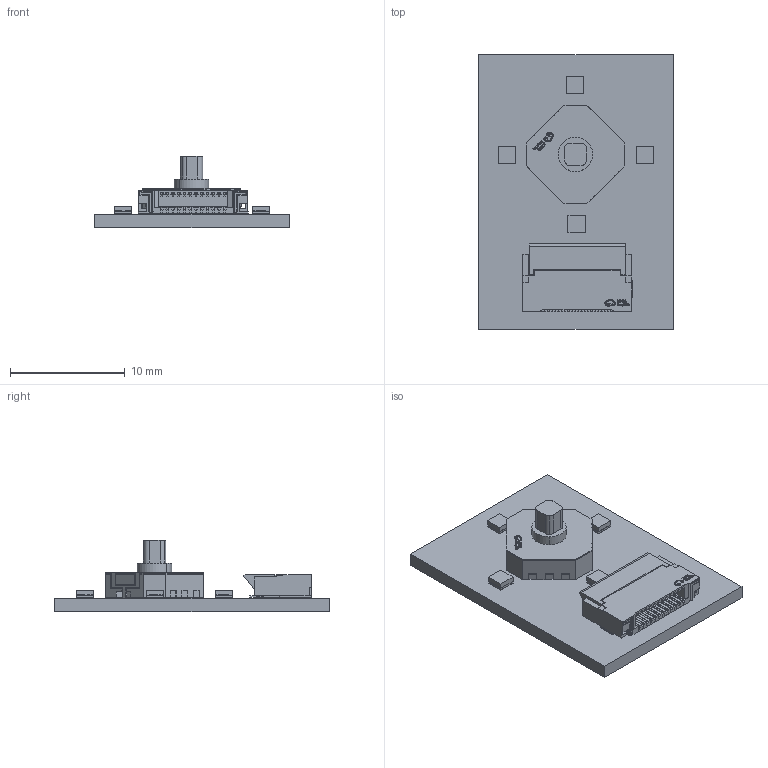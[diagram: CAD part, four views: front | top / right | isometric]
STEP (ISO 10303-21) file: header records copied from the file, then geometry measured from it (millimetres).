
FILE_DESCRIPTION(('KiCad electronic assembly'),'2;1');
FILE_NAME('paddle-dpad-pcb.step','2025-07-09T06:19:02',('Pcbnew'),( 'Kicad'),'Open CASCADE STEP processor 7.8','KiCad to STEP converter' ,'Unknown');
FILE_SCHEMA(('AUTOMOTIVE_DESIGN { 1 0 10303 214 1 1 1 1 }'));
Length unit declared in the file: millimetre
Products named in the file (8): paddle-dpad-pcb 1; SW-SMD_SKRHACE010; LED-SMD_4P-L1.5-W1.5-BL; FFC-SMD_FFC05036-12SBD113W5M; paddle-dpad-pcb_PCB
Assembly tree (10 placements, depth 3):
  paddle-dpad-pcb 1
    SW-SMD_SKRHACE010
      SW-SMD_SKRHACE010
    LED-SMD_4P-L1.5-W1.5-BL  x4
      LED-SMD_4P-L1.5-W1.5-BL
    FFC-SMD_FFC05036-12SBD113W5M
      FFC-SMD_FFC05036-12SBD113W5M
    paddle-dpad-pcb_PCB
Bounding box: 17 x 24 x 6.25 mm (x, y, z)
Volume: 677.7 mm3; surface area: 1684.6 mm2
Topology: 49 solids, 49 shells, 1920 faces, 5191 edges, 3452 vertices
Faces by surface type: plane 1561, bspline 278, cylinder 81
Entity records: 60039 total; most frequent: CARTESIAN_POINT 13495, ORIENTED_EDGE 8276, DIRECTION 6374, EDGE_CURVE 4138, LINE 3516, VECTOR 3516, VERTEX_POINT 2750, FACE_BOUND 1574
